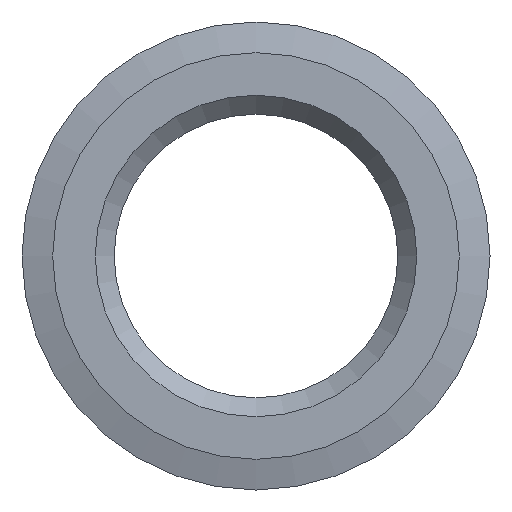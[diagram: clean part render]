
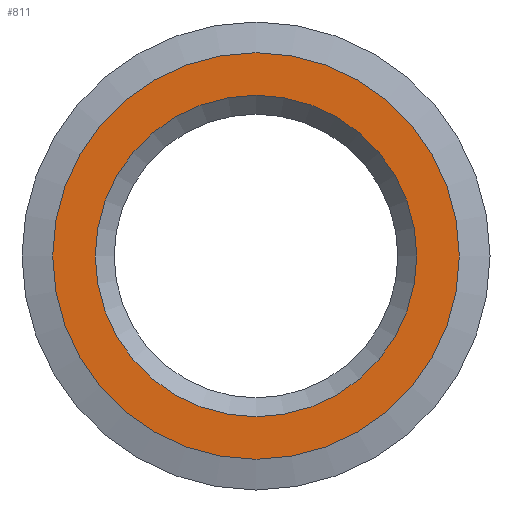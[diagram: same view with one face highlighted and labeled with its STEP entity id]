
A CAD part, left-side view. The second image highlights one B-rep face of the part: STEP entity #811.
In plain terms, the highlighted planar face has unit normal (-1, 0, 0).
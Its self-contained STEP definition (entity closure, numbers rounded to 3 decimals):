
#18=FACE_BOUND('',#106,.T.);
#23=PLANE('',#917);
#61=FACE_OUTER_BOUND('',#105,.T.);
#105=EDGE_LOOP('',(#587,#588));
#106=EDGE_LOOP('',(#589));
#221=CIRCLE('',#914,17.);
#223=CIRCLE('',#918,21.5);
#224=CIRCLE('',#919,21.5);
#317=VERTEX_POINT('',#1408);
#319=VERTEX_POINT('',#1416);
#320=VERTEX_POINT('',#1417);
#417=EDGE_CURVE('',#317,#317,#221,.T.);
#421=EDGE_CURVE('',#319,#320,#223,.T.);
#422=EDGE_CURVE('',#320,#319,#224,.T.);
#587=ORIENTED_EDGE('',*,*,#421,.T.);
#588=ORIENTED_EDGE('',*,*,#422,.T.);
#589=ORIENTED_EDGE('',*,*,#417,.F.);
#811=ADVANCED_FACE('',(#61,#18),#23,.T.);
#914=AXIS2_PLACEMENT_3D('',#1409,#1123,#1124);
#917=AXIS2_PLACEMENT_3D('',#1415,#1131,#1132);
#918=AXIS2_PLACEMENT_3D('',#1418,#1133,#1134);
#919=AXIS2_PLACEMENT_3D('',#1419,#1135,#1136);
#1123=DIRECTION('center_axis',(-1.,0.,0.));
#1124=DIRECTION('ref_axis',(0.,0.,-1.));
#1131=DIRECTION('center_axis',(-1.,0.,0.));
#1132=DIRECTION('ref_axis',(0.,0.,1.));
#1133=DIRECTION('center_axis',(-1.,0.,0.));
#1134=DIRECTION('ref_axis',(0.,1.,0.));
#1135=DIRECTION('center_axis',(-1.,0.,0.));
#1136=DIRECTION('ref_axis',(0.,1.,0.));
#1408=CARTESIAN_POINT('',(0.,0.,17.));
#1409=CARTESIAN_POINT('Origin',(0.,0.,0.));
#1415=CARTESIAN_POINT('Origin',(0.,0.,0.));
#1416=CARTESIAN_POINT('',(0.,21.5,0.));
#1417=CARTESIAN_POINT('',(0.,-21.5,0.));
#1418=CARTESIAN_POINT('Origin',(0.,0.,0.));
#1419=CARTESIAN_POINT('Origin',(0.,0.,0.));
